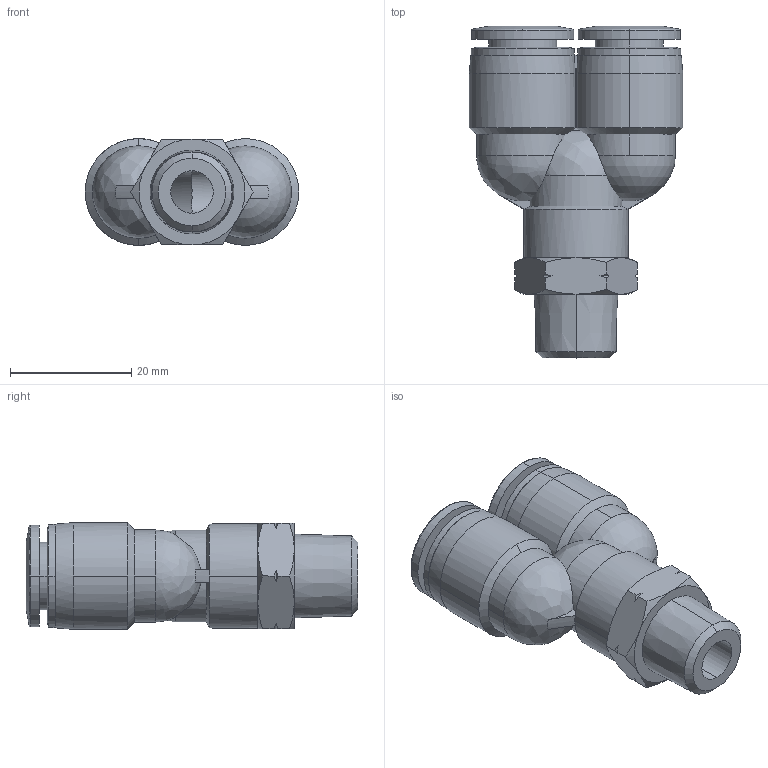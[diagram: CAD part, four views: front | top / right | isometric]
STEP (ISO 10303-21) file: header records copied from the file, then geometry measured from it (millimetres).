
FILE_DESCRIPTION (( 'STEP AP214' ), '1' );
FILE_NAME ('MY38-14N.step', '2016-02-24T20:46:36', ( '' ), ( '' ), 'SwSTEP 2.0', 'SolidWorks 2015', '' );
FILE_SCHEMA (( 'AUTOMOTIVE_DESIGN' ));
Length unit declared in the file: inch
Products named in the file (1): MY38-14N
Bounding box: 35.2 x 54.7 x 17.6 mm (x, y, z)
Volume: 12525.6 mm3; surface area: 7448.4 mm2
Topology: 1 solids, 1 shells, 122 faces, 300 edges, 186 vertices
Faces by surface type: cone 50, cylinder 32, plane 22, bspline 13, torus 4, sphere 1
Entity records: 5893 total; most frequent: CARTESIAN_POINT 1512, ORIENTED_EDGE 598, DIRECTION 556, EDGE_CURVE 299, AXIS2_PLACEMENT_3D 242, VERTEX_POINT 186, EDGE_LOOP 133, CIRCLE 132
